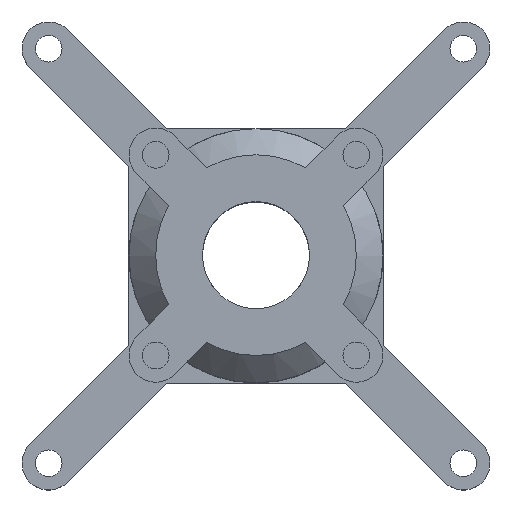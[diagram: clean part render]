
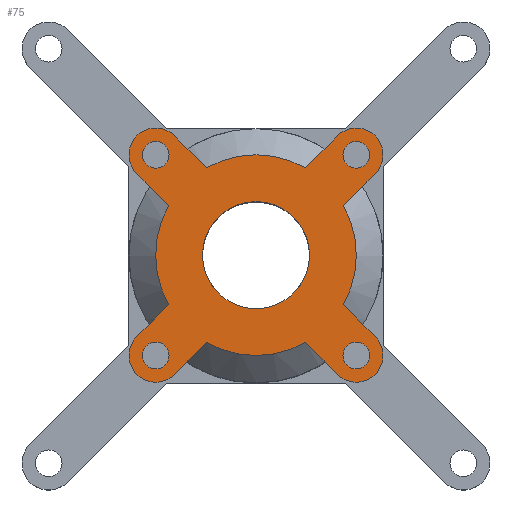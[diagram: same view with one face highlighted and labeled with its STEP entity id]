
A CAD part, top view. The second image highlights one B-rep face of the part: STEP entity #75.
In plain terms, the highlighted planar face has unit normal (0, 0, 1).
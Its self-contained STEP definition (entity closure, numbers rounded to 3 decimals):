
#75=ADVANCED_FACE('',(#372,#374,#376,#378,#380,#382),#384,.T.);
#372=FACE_BOUND('',#373,.T.);
#373=EDGE_LOOP('',(#1152,#1153,#1154,#1155,#1156,#1157,#1158,#1159,#1160,#1161,#1162,
#1163,#1164,#1165,#1166,#1167));
#374=FACE_BOUND('',#375,.T.);
#375=EDGE_LOOP('',(#1168));
#376=FACE_BOUND('',#377,.T.);
#377=EDGE_LOOP('',(#1169));
#378=FACE_BOUND('',#379,.T.);
#379=EDGE_LOOP('',(#1170));
#380=FACE_BOUND('',#381,.T.);
#381=EDGE_LOOP('',(#1171));
#382=FACE_BOUND('',#383,.T.);
#383=EDGE_LOOP('',(#1172));
#384=PLANE('',#385);
#385=AXIS2_PLACEMENT_3D('',#386,#387,#388);
#386=CARTESIAN_POINT('',(0.,0.,76.));
#387=DIRECTION('',(0.,0.,1.));
#388=DIRECTION('',(1.,0.,0.));
#1152=ORIENTED_EDGE('',*,*,#1639,.T.);
#1153=ORIENTED_EDGE('',*,*,#1640,.T.);
#1154=ORIENTED_EDGE('',*,*,#1641,.T.);
#1155=ORIENTED_EDGE('',*,*,#1642,.T.);
#1156=ORIENTED_EDGE('',*,*,#1643,.T.);
#1157=ORIENTED_EDGE('',*,*,#1644,.T.);
#1158=ORIENTED_EDGE('',*,*,#1645,.T.);
#1159=ORIENTED_EDGE('',*,*,#1646,.T.);
#1160=ORIENTED_EDGE('',*,*,#1647,.T.);
#1161=ORIENTED_EDGE('',*,*,#1648,.T.);
#1162=ORIENTED_EDGE('',*,*,#1649,.T.);
#1163=ORIENTED_EDGE('',*,*,#1650,.T.);
#1164=ORIENTED_EDGE('',*,*,#1651,.T.);
#1165=ORIENTED_EDGE('',*,*,#1652,.T.);
#1166=ORIENTED_EDGE('',*,*,#1653,.T.);
#1167=ORIENTED_EDGE('',*,*,#1654,.T.);
#1168=ORIENTED_EDGE('',*,*,#1562,.T.);
#1169=ORIENTED_EDGE('',*,*,#1655,.T.);
#1170=ORIENTED_EDGE('',*,*,#1656,.T.);
#1171=ORIENTED_EDGE('',*,*,#1657,.T.);
#1172=ORIENTED_EDGE('',*,*,#1658,.T.);
#1562=EDGE_CURVE('',#1842,#1842,#1843,.F.);
#1639=EDGE_CURVE('',#1972,#1973,#1974,.T.);
#1640=EDGE_CURVE('',#1973,#1975,#1976,.T.);
#1641=EDGE_CURVE('',#1975,#1977,#1978,.T.);
#1642=EDGE_CURVE('',#1977,#1979,#1980,.T.);
#1643=EDGE_CURVE('',#1979,#1981,#1982,.T.);
#1644=EDGE_CURVE('',#1981,#1983,#1984,.T.);
#1645=EDGE_CURVE('',#1983,#1985,#1986,.T.);
#1646=EDGE_CURVE('',#1985,#1987,#1988,.T.);
#1647=EDGE_CURVE('',#1987,#1989,#1990,.T.);
#1648=EDGE_CURVE('',#1989,#1991,#1992,.T.);
#1649=EDGE_CURVE('',#1991,#1993,#1994,.T.);
#1650=EDGE_CURVE('',#1993,#1995,#1996,.T.);
#1651=EDGE_CURVE('',#1995,#1997,#1998,.T.);
#1652=EDGE_CURVE('',#1997,#1999,#2000,.T.);
#1653=EDGE_CURVE('',#1999,#2001,#2002,.T.);
#1654=EDGE_CURVE('',#2001,#1972,#2003,.T.);
#1655=EDGE_CURVE('',#2004,#2004,#2005,.F.);
#1656=EDGE_CURVE('',#2006,#2006,#2007,.F.);
#1657=EDGE_CURVE('',#2008,#2008,#2009,.F.);
#1658=EDGE_CURVE('',#2010,#2010,#2011,.F.);
#1842=VERTEX_POINT('',#2314);
#1843=CIRCLE('',#2315,8.);
#1972=VERTEX_POINT('',#2627);
#1973=VERTEX_POINT('',#2628);
#1974=CIRCLE('',#2629,4.);
#1975=VERTEX_POINT('',#2633);
#1976=LINE('',#2634,#2635);
#1977=VERTEX_POINT('',#2637);
#1978=CIRCLE('',#2638,15.);
#1979=VERTEX_POINT('',#2642);
#1980=LINE('',#2643,#2644);
#1981=VERTEX_POINT('',#2646);
#1982=CIRCLE('',#2647,4.);
#1983=VERTEX_POINT('',#2651);
#1984=LINE('',#2652,#2653);
#1985=VERTEX_POINT('',#2655);
#1986=CIRCLE('',#2656,15.);
#1987=VERTEX_POINT('',#2660);
#1988=LINE('',#2661,#2662);
#1989=VERTEX_POINT('',#2664);
#1990=CIRCLE('',#2665,4.);
#1991=VERTEX_POINT('',#2669);
#1992=LINE('',#2670,#2671);
#1993=VERTEX_POINT('',#2673);
#1994=CIRCLE('',#2674,15.);
#1995=VERTEX_POINT('',#2678);
#1996=LINE('',#2679,#2680);
#1997=VERTEX_POINT('',#2682);
#1998=CIRCLE('',#2683,4.);
#1999=VERTEX_POINT('',#2687);
#2000=LINE('',#2688,#2689);
#2001=VERTEX_POINT('',#2691);
#2002=CIRCLE('',#2692,15.);
#2003=LINE('',#2696,#2697);
#2004=VERTEX_POINT('',#2699);
#2005=CIRCLE('',#2700,2.);
#2006=VERTEX_POINT('',#2704);
#2007=CIRCLE('',#2705,2.);
#2008=VERTEX_POINT('',#2709);
#2009=CIRCLE('',#2710,2.);
#2010=VERTEX_POINT('',#2714);
#2011=CIRCLE('',#2715,2.);
#2314=CARTESIAN_POINT('',(-8.,0.,76.));
#2315=AXIS2_PLACEMENT_3D('',#2316,#2317,#2318);
#2316=CARTESIAN_POINT('',(0.,0.,76.));
#2317=DIRECTION('',(0.,0.,1.));
#2318=DIRECTION('',(1.,0.,0.));
#2627=CARTESIAN_POINT('',(17.828,12.172,76.));
#2628=CARTESIAN_POINT('',(12.172,17.828,76.));
#2629=AXIS2_PLACEMENT_3D('',#2630,#2631,#2632);
#2630=CARTESIAN_POINT('',(15.,15.,76.));
#2631=DIRECTION('',(0.,0.,1.));
#2632=DIRECTION('',(0.707,-0.707,0.));
#2633=CARTESIAN_POINT('',(7.394,13.051,76.));
#2634=CARTESIAN_POINT('',(12.172,17.828,76.));
#2635=VECTOR('',#2636,1.);
#2636=DIRECTION('',(-0.707,-0.707,0.));
#2637=CARTESIAN_POINT('',(-7.394,13.051,76.));
#2638=AXIS2_PLACEMENT_3D('',#2639,#2640,#2641);
#2639=CARTESIAN_POINT('',(0.,0.,76.));
#2640=DIRECTION('',(0.,0.,1.));
#2641=DIRECTION('',(0.493,0.87,0.));
#2642=CARTESIAN_POINT('',(-12.172,17.828,76.));
#2643=CARTESIAN_POINT('',(-7.394,13.051,76.));
#2644=VECTOR('',#2645,1.);
#2645=DIRECTION('',(-0.707,0.707,0.));
#2646=CARTESIAN_POINT('',(-17.828,12.172,76.));
#2647=AXIS2_PLACEMENT_3D('',#2648,#2649,#2650);
#2648=CARTESIAN_POINT('',(-15.,15.,76.));
#2649=DIRECTION('',(0.,0.,1.));
#2650=DIRECTION('',(0.707,0.707,0.));
#2651=CARTESIAN_POINT('',(-13.051,7.394,76.));
#2652=CARTESIAN_POINT('',(-17.828,12.172,76.));
#2653=VECTOR('',#2654,1.);
#2654=DIRECTION('',(0.707,-0.707,0.));
#2655=CARTESIAN_POINT('',(-13.051,-7.394,76.));
#2656=AXIS2_PLACEMENT_3D('',#2657,#2658,#2659);
#2657=CARTESIAN_POINT('',(0.,0.,76.));
#2658=DIRECTION('',(0.,0.,1.));
#2659=DIRECTION('',(-0.87,0.493,0.));
#2660=CARTESIAN_POINT('',(-17.828,-12.172,76.));
#2661=CARTESIAN_POINT('',(-13.051,-7.394,76.));
#2662=VECTOR('',#2663,1.);
#2663=DIRECTION('',(-0.707,-0.707,0.));
#2664=CARTESIAN_POINT('',(-12.172,-17.828,76.));
#2665=AXIS2_PLACEMENT_3D('',#2666,#2667,#2668);
#2666=CARTESIAN_POINT('',(-15.,-15.,76.));
#2667=DIRECTION('',(0.,0.,1.));
#2668=DIRECTION('',(-0.707,0.707,0.));
#2669=CARTESIAN_POINT('',(-7.394,-13.051,76.));
#2670=CARTESIAN_POINT('',(-12.172,-17.828,76.));
#2671=VECTOR('',#2672,1.);
#2672=DIRECTION('',(0.707,0.707,0.));
#2673=CARTESIAN_POINT('',(7.394,-13.051,76.));
#2674=AXIS2_PLACEMENT_3D('',#2675,#2676,#2677);
#2675=CARTESIAN_POINT('',(0.,0.,76.));
#2676=DIRECTION('',(0.,0.,1.));
#2677=DIRECTION('',(-0.493,-0.87,0.));
#2678=CARTESIAN_POINT('',(12.172,-17.828,76.));
#2679=CARTESIAN_POINT('',(7.394,-13.051,76.));
#2680=VECTOR('',#2681,1.);
#2681=DIRECTION('',(0.707,-0.707,0.));
#2682=CARTESIAN_POINT('',(17.828,-12.172,76.));
#2683=AXIS2_PLACEMENT_3D('',#2684,#2685,#2686);
#2684=CARTESIAN_POINT('',(15.,-15.,76.));
#2685=DIRECTION('',(0.,0.,1.));
#2686=DIRECTION('',(-0.707,-0.707,0.));
#2687=CARTESIAN_POINT('',(13.051,-7.394,76.));
#2688=CARTESIAN_POINT('',(17.828,-12.172,76.));
#2689=VECTOR('',#2690,1.);
#2690=DIRECTION('',(-0.707,0.707,0.));
#2691=CARTESIAN_POINT('',(13.051,7.394,76.));
#2692=AXIS2_PLACEMENT_3D('',#2693,#2694,#2695);
#2693=CARTESIAN_POINT('',(0.,0.,76.));
#2694=DIRECTION('',(0.,0.,1.));
#2695=DIRECTION('',(0.87,-0.493,0.));
#2696=CARTESIAN_POINT('',(13.051,7.394,76.));
#2697=VECTOR('',#2698,1.);
#2698=DIRECTION('',(0.707,0.707,0.));
#2699=CARTESIAN_POINT('',(17.,15.,76.));
#2700=AXIS2_PLACEMENT_3D('',#2701,#2702,#2703);
#2701=CARTESIAN_POINT('',(15.,15.,76.));
#2702=DIRECTION('',(0.,0.,1.));
#2703=DIRECTION('',(1.,0.,0.));
#2704=CARTESIAN_POINT('',(-13.,15.,76.));
#2705=AXIS2_PLACEMENT_3D('',#2706,#2707,#2708);
#2706=CARTESIAN_POINT('',(-15.,15.,76.));
#2707=DIRECTION('',(0.,0.,1.));
#2708=DIRECTION('',(1.,0.,0.));
#2709=CARTESIAN_POINT('',(17.,-15.,76.));
#2710=AXIS2_PLACEMENT_3D('',#2711,#2712,#2713);
#2711=CARTESIAN_POINT('',(15.,-15.,76.));
#2712=DIRECTION('',(0.,0.,1.));
#2713=DIRECTION('',(1.,0.,0.));
#2714=CARTESIAN_POINT('',(-13.,-15.,76.));
#2715=AXIS2_PLACEMENT_3D('',#2716,#2717,#2718);
#2716=CARTESIAN_POINT('',(-15.,-15.,76.));
#2717=DIRECTION('',(0.,0.,1.));
#2718=DIRECTION('',(1.,0.,0.));
